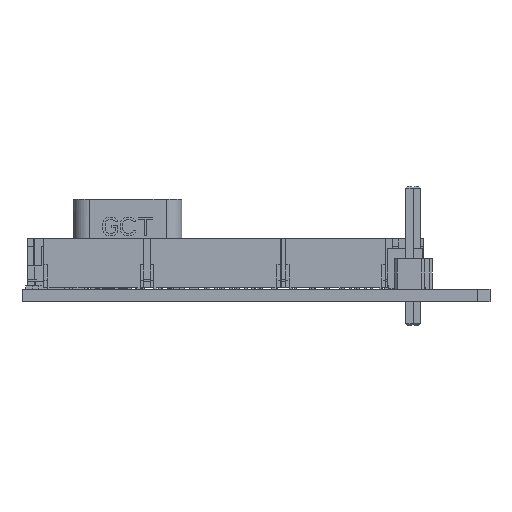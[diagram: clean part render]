
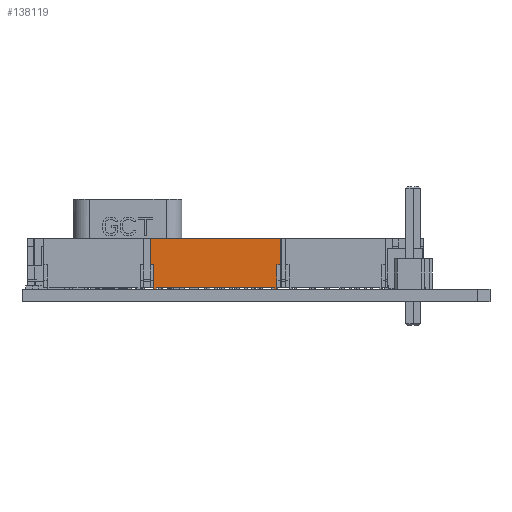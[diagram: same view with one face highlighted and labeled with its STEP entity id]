
A CAD part, front view. The second image highlights one B-rep face of the part: STEP entity #138119.
In plain terms, the highlighted planar face has unit normal (0, -1, 0).
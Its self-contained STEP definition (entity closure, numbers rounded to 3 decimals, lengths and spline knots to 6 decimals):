
#34566=ORIENTED_EDGE('',*,*,#58901,.F.);
#34567=ORIENTED_EDGE('',*,*,#45341,.T.);
#34568=ORIENTED_EDGE('',*,*,#59141,.T.);
#34569=ORIENTED_EDGE('',*,*,#59327,.F.);
#34570=ORIENTED_EDGE('',*,*,#59142,.F.);
#34571=ORIENTED_EDGE('',*,*,#45337,.T.);
#34572=ORIENTED_EDGE('',*,*,#59153,.T.);
#34573=ORIENTED_EDGE('',*,*,#59335,.F.);
#34574=ORIENTED_EDGE('',*,*,#59337,.T.);
#34575=ORIENTED_EDGE('',*,*,#59338,.T.);
#34576=ORIENTED_EDGE('',*,*,#59315,.F.);
#34577=ORIENTED_EDGE('',*,*,#59154,.F.);
#45337=EDGE_CURVE('',#64982,#64984,#77894,.T.);
#45341=EDGE_CURVE('',#64986,#64988,#77898,.T.);
#58901=EDGE_CURVE('',#64986,#73706,#90025,.T.);
#59141=EDGE_CURVE('',#64988,#73865,#90265,.T.);
#59142=EDGE_CURVE('',#64982,#73866,#90266,.T.);
#59153=EDGE_CURVE('',#64984,#73873,#90277,.T.);
#59154=EDGE_CURVE('',#73706,#73874,#90278,.T.);
#59315=EDGE_CURVE('',#73874,#73961,#90439,.T.);
#59327=EDGE_CURVE('',#73866,#73865,#90451,.T.);
#59335=EDGE_CURVE('',#73971,#73873,#90459,.T.);
#59337=EDGE_CURVE('',#73971,#73972,#90461,.T.);
#59338=EDGE_CURVE('',#73972,#73961,#90462,.T.);
#64982=VERTEX_POINT('',#196504);
#64984=VERTEX_POINT('',#196508);
#64986=VERTEX_POINT('',#196512);
#64988=VERTEX_POINT('',#196516);
#73706=VERTEX_POINT('',#224092);
#73865=VERTEX_POINT('',#224564);
#73866=VERTEX_POINT('',#224568);
#73873=VERTEX_POINT('',#224588);
#73874=VERTEX_POINT('',#224592);
#73961=VERTEX_POINT('',#224913);
#73971=VERTEX_POINT('',#224952);
#73972=VERTEX_POINT('',#224956);
#77894=LINE('',#196509,#95240);
#77898=LINE('',#196517,#95244);
#90025=LINE('',#224091,#107371);
#90265=LINE('',#224565,#107611);
#90266=LINE('',#224567,#107612);
#90277=LINE('',#224589,#107623);
#90278=LINE('',#224591,#107624);
#90439=LINE('',#224912,#107785);
#90451=LINE('',#224936,#107797);
#90459=LINE('',#224951,#107805);
#90461=LINE('',#224955,#107807);
#90462=LINE('',#224957,#107808);
#95240=VECTOR('',#159798,1.);
#95244=VECTOR('',#159802,1.);
#107371=VECTOR('',#184571,1.);
#107611=VECTOR('',#184959,1.);
#107612=VECTOR('',#184962,1.);
#107623=VECTOR('',#184979,1.);
#107624=VECTOR('',#184982,1.);
#107785=VECTOR('',#185289,1.);
#107797=VECTOR('',#185311,1.);
#107805=VECTOR('',#185327,1.);
#107807=VECTOR('',#185331,1.);
#107808=VECTOR('',#185332,1.);
#117329=EDGE_LOOP('',(#34566,#34567,#34568,#34569,#34570,#34571,#34572,
#34573,#34574,#34575,#34576,#34577));
#125088=FACE_BOUND('',#117329,.T.);
#131570=PLANE('',#156083);
#138119=ADVANCED_FACE('',(#125088),#131570,.T.);
#156083=AXIS2_PLACEMENT_3D('',#224954,#185329,#185330);
#159798=DIRECTION('',(1.,0.,0.));
#159802=DIRECTION('',(1.,0.,0.));
#184571=DIRECTION('',(0.,0.,1.));
#184959=DIRECTION('',(0.,0.,1.));
#184962=DIRECTION('',(0.,0.,1.));
#184979=DIRECTION('',(0.,0.,1.));
#184982=DIRECTION('',(-1.,0.,0.));
#185289=DIRECTION('',(0.,0.,1.));
#185311=DIRECTION('',(-1.,0.,0.));
#185327=DIRECTION('',(-1.,0.,0.));
#185329=DIRECTION('',(0.,-1.,0.));
#185330=DIRECTION('',(0.,0.,1.));
#185331=DIRECTION('',(0.,0.,1.));
#185332=DIRECTION('',(-1.,0.,0.));
#196504=CARTESIAN_POINT('',(0.020829,0.000223,0.00112));
#196508=CARTESIAN_POINT('',(0.021029,0.000223,0.00112));
#196509=CARTESIAN_POINT('',(0.,0.000223,0.00112));
#196512=CARTESIAN_POINT('',(0.010879,0.000223,0.00112));
#196516=CARTESIAN_POINT('',(0.011079,0.000223,0.00112));
#196517=CARTESIAN_POINT('',(0.,0.000223,0.00112));
#224091=CARTESIAN_POINT('',(0.010879,0.000223,0.001095));
#224092=CARTESIAN_POINT('',(0.010879,0.000223,0.003145));
#224564=CARTESIAN_POINT('',(0.011079,0.000223,0.001245));
#224565=CARTESIAN_POINT('',(0.011079,0.000223,0.001095));
#224567=CARTESIAN_POINT('',(0.020829,0.000223,0.001095));
#224568=CARTESIAN_POINT('',(0.020829,0.000223,0.001245));
#224588=CARTESIAN_POINT('',(0.021029,0.000223,0.003145));
#224589=CARTESIAN_POINT('',(0.021029,0.000223,0.001095));
#224591=CARTESIAN_POINT('',(0.011079,0.000223,0.003145));
#224592=CARTESIAN_POINT('',(0.010579,0.000223,0.003145));
#224912=CARTESIAN_POINT('',(0.010579,0.000223,0.001245));
#224913=CARTESIAN_POINT('',(0.010579,0.000223,0.005295));
#224936=CARTESIAN_POINT('',(0.021329,0.000223,0.001245));
#224951=CARTESIAN_POINT('',(0.021329,0.000223,0.003145));
#224952=CARTESIAN_POINT('',(0.021329,0.000223,0.003145));
#224954=CARTESIAN_POINT('',(0.021329,0.000223,0.001245));
#224955=CARTESIAN_POINT('',(0.021329,0.000223,0.001245));
#224956=CARTESIAN_POINT('',(0.021329,0.000223,0.005295));
#224957=CARTESIAN_POINT('',(0.021329,0.000223,0.005295));
